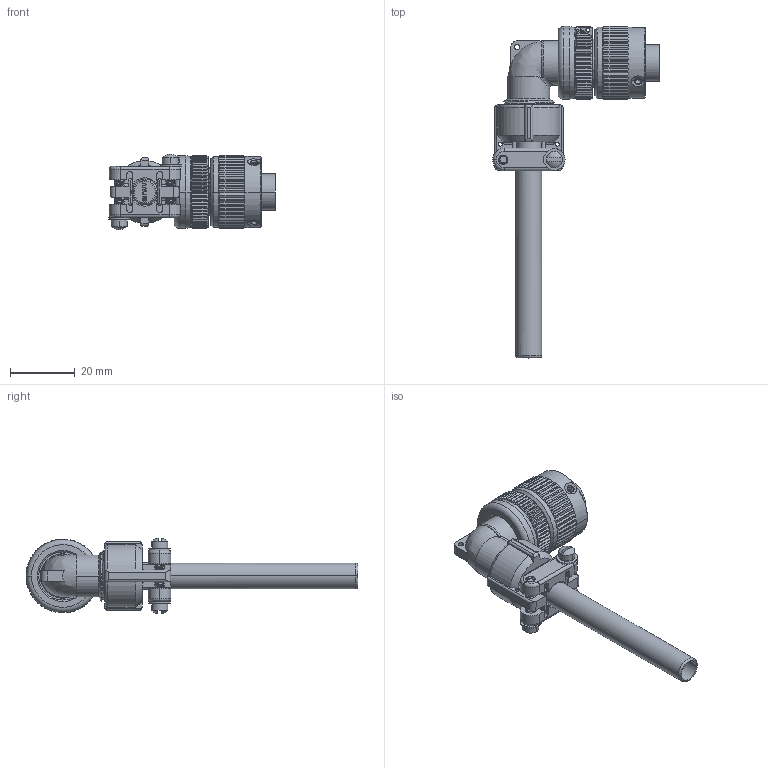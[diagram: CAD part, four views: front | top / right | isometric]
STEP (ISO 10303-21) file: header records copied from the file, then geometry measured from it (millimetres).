
FILE_DESCRIPTION((''),'2;1');
FILE_NAME('VG95234E-10_SW0001','2023-03-28T15:01:52',('paultorloting'),('NET AG system integration'),'CREO PARAMETRIC BY PTC INC, 2021404','CREO PARAMETRIC BY PTC INC, 2021404','');
FILE_SCHEMA(('AUTOMOTIVE_DESIGN { 1 0 10303 214 1 1 1 1 }'));
Products named in the file (1): VG95234E-10_SW0001
Bounding box: 51.65 x 102.71 x 23.31 mm (x, y, z)
Volume: 16945.5 mm3; surface area: 12790.3 mm2
Topology: 1 solids, 1 shells, 1182 faces, 3391 edges, 2216 vertices
Faces by surface type: plane 640, cylinder 318, cone 141, bspline 49, torus 30, sphere 4
Entity records: 70691 total; most frequent: CARTESIAN_POINT 34573, ORIENTED_EDGE 6770, DIRECTION 5430, EDGE_CURVE 3385, VERTEX_POINT 2216, AXIS2_PLACEMENT_3D 1863, VECTOR 1701, LINE 1701
